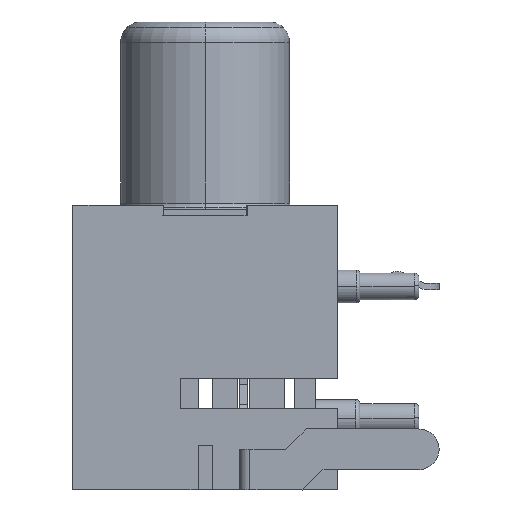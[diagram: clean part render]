
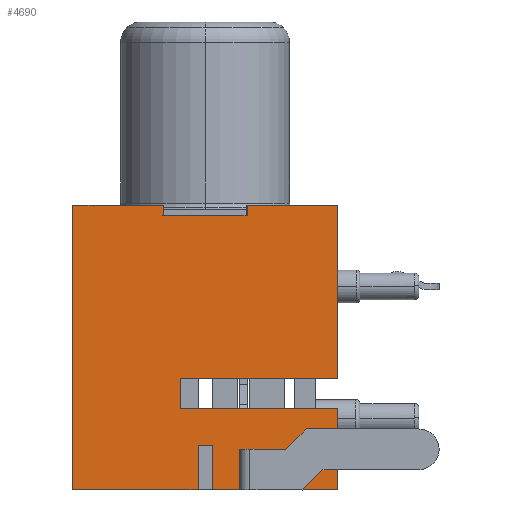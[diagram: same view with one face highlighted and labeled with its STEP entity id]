
A CAD part, left-side view. The second image highlights one B-rep face of the part: STEP entity #4690.
In plain terms, the highlighted planar face has unit normal (-1, 0, 0).
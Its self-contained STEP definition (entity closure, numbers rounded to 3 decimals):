
#26=DIRECTION('',(0.,1.,0.));
#27=VECTOR('',#26,4.4);
#28=CARTESIAN_POINT('',(-5.,-6.5,-23.));
#29=LINE('',#28,#27);
#98=DIRECTION('',(0.,1.,0.));
#99=VECTOR('',#98,1.35);
#100=CARTESIAN_POINT('',(-5.,-1.7,-23.));
#101=LINE('',#100,#99);
#115=DIRECTION('',(0.,0.,1.));
#116=VECTOR('',#115,2.);
#117=CARTESIAN_POINT('',(-5.,-2.1,-23.));
#118=LINE('',#117,#116);
#123=DIRECTION('',(0.,0.,-1.));
#124=VECTOR('',#123,2.2);
#125=CARTESIAN_POINT('',(-5.,-0.35,-20.8));
#126=LINE('',#125,#124);
#127=DIRECTION('',(0.,0.,1.));
#128=VECTOR('',#127,2.2);
#129=CARTESIAN_POINT('',(-5.,0.35,-23.));
#130=LINE('',#129,#128);
#131=DIRECTION('',(0.,0.,-1.));
#132=VECTOR('',#131,14.);
#133=CARTESIAN_POINT('',(-5.,6.5,-9.));
#134=LINE('',#133,#132);
#135=DIRECTION('',(0.,1.,0.));
#136=VECTOR('',#135,4.46);
#137=CARTESIAN_POINT('',(-5.,2.04,-9.));
#138=LINE('',#137,#136);
#139=DIRECTION('',(0.,0.,-1.));
#140=VECTOR('',#139,0.5);
#141=CARTESIAN_POINT('',(-5.,-2.058,-9.));
#142=LINE('',#141,#140);
#143=DIRECTION('',(0.,1.,0.));
#144=VECTOR('',#143,4.442);
#145=CARTESIAN_POINT('',(-5.,-6.5,-9.));
#146=LINE('',#145,#144);
#147=DIRECTION('',(0.,0.,1.));
#148=VECTOR('',#147,8.5);
#149=CARTESIAN_POINT('',(-5.,-6.5,-17.5));
#150=LINE('',#149,#148);
#151=DIRECTION('',(0.,-1.,0.));
#152=VECTOR('',#151,7.7);
#153=CARTESIAN_POINT('',(-5.,1.2,-17.5));
#154=LINE('',#153,#152);
#155=DIRECTION('',(0.,1.,0.));
#156=VECTOR('',#155,7.7);
#157=CARTESIAN_POINT('',(-5.,-6.5,-19.));
#158=LINE('',#157,#156);
#159=DIRECTION('',(0.,0.,1.));
#160=VECTOR('',#159,4.);
#161=CARTESIAN_POINT('',(-5.,-6.5,-23.));
#162=LINE('',#161,#160);
#163=DIRECTION('',(0.,0.,1.));
#164=VECTOR('',#163,2.);
#165=CARTESIAN_POINT('',(-5.,-1.7,-23.));
#166=LINE('',#165,#164);
#171=DIRECTION('',(0.,1.,0.));
#172=VECTOR('',#171,0.4);
#173=CARTESIAN_POINT('',(-5.,-2.1,-21.));
#174=LINE('',#173,#172);
#517=DIRECTION('',(0.,0.,-1.));
#518=VECTOR('',#517,1.5);
#519=CARTESIAN_POINT('',(-5.,1.2,-17.5));
#520=LINE('',#519,#518);
#954=DIRECTION('',(0.,-1.,0.));
#955=VECTOR('',#954,4.098);
#956=CARTESIAN_POINT('',(-5.,2.04,-9.5));
#957=LINE('',#956,#955);
#2634=DIRECTION('',(0.,1.,0.));
#2635=VECTOR('',#2634,6.15);
#2636=CARTESIAN_POINT('',(-5.,0.35,-23.));
#2637=LINE('',#2636,#2635);
#2679=DIRECTION('',(0.,0.,-1.));
#2680=VECTOR('',#2679,0.5);
#2681=CARTESIAN_POINT('',(-5.,2.04,-9.));
#2682=LINE('',#2681,#2680);
#3400=DIRECTION('',(0.,1.,0.));
#3401=VECTOR('',#3400,0.7);
#3402=CARTESIAN_POINT('',(-5.,-0.35,-20.8));
#3403=LINE('',#3402,#3401);
#3867=CARTESIAN_POINT('',(-5.,-6.5,-9.));
#3868=VERTEX_POINT('',#3867);
#3869=CARTESIAN_POINT('',(-5.,-6.5,-17.5));
#3870=VERTEX_POINT('',#3869);
#3981=CARTESIAN_POINT('',(-5.,-6.5,-23.));
#3982=CARTESIAN_POINT('',(-5.,-6.5,-19.));
#3983=VERTEX_POINT('',#3981);
#3984=VERTEX_POINT('',#3982);
#3991=CARTESIAN_POINT('',(-5.,-0.35,-23.));
#3992=VERTEX_POINT('',#3991);
#4029=CARTESIAN_POINT('',(-5.,0.35,-20.8));
#4030=VERTEX_POINT('',#4029);
#4031=CARTESIAN_POINT('',(-5.,-0.35,-20.8));
#4032=VERTEX_POINT('',#4031);
#4033=CARTESIAN_POINT('',(-5.,0.35,-23.));
#4034=CARTESIAN_POINT('',(-5.,6.5,-23.));
#4035=VERTEX_POINT('',#4033);
#4036=VERTEX_POINT('',#4034);
#4119=CARTESIAN_POINT('',(-5.,1.2,-19.));
#4120=VERTEX_POINT('',#4119);
#4121=CARTESIAN_POINT('',(-5.,1.2,-17.5));
#4122=VERTEX_POINT('',#4121);
#4133=CARTESIAN_POINT('',(-5.,-2.058,-9.));
#4134=VERTEX_POINT('',#4133);
#4265=CARTESIAN_POINT('',(-5.,6.5,-9.));
#4266=VERTEX_POINT('',#4265);
#4269=CARTESIAN_POINT('',(-5.,2.04,-9.));
#4270=VERTEX_POINT('',#4269);
#4275=CARTESIAN_POINT('',(-5.,2.04,-9.5));
#4276=VERTEX_POINT('',#4275);
#4277=CARTESIAN_POINT('',(-5.,-2.058,-9.5));
#4279=VERTEX_POINT('',#4277);
#4449=CARTESIAN_POINT('',(-5.,-1.7,-23.));
#4450=CARTESIAN_POINT('',(-5.,-1.7,-21.));
#4451=VERTEX_POINT('',#4449);
#4452=VERTEX_POINT('',#4450);
#4457=CARTESIAN_POINT('',(-5.,-2.1,-21.));
#4458=VERTEX_POINT('',#4457);
#4461=CARTESIAN_POINT('',(-5.,-2.1,-23.));
#4462=VERTEX_POINT('',#4461);
#4646=CARTESIAN_POINT('',(-5.,0.,-16.));
#4647=DIRECTION('',(1.,0.,0.));
#4648=DIRECTION('',(0.,-1.,0.));
#4649=AXIS2_PLACEMENT_3D('',#4646,#4647,#4648);
#4650=PLANE('',#4649);
#4652=ORIENTED_EDGE('',*,*,#4651,.F.);
#4653=ORIENTED_EDGE('',*,*,#4619,.T.);
#4655=ORIENTED_EDGE('',*,*,#4654,.F.);
#4657=ORIENTED_EDGE('',*,*,#4656,.T.);
#4659=ORIENTED_EDGE('',*,*,#4658,.F.);
#4661=ORIENTED_EDGE('',*,*,#4660,.T.);
#4663=ORIENTED_EDGE('',*,*,#4662,.F.);
#4665=ORIENTED_EDGE('',*,*,#4664,.F.);
#4667=ORIENTED_EDGE('',*,*,#4666,.T.);
#4669=ORIENTED_EDGE('',*,*,#4668,.T.);
#4671=ORIENTED_EDGE('',*,*,#4670,.F.);
#4673=ORIENTED_EDGE('',*,*,#4672,.F.);
#4675=ORIENTED_EDGE('',*,*,#4674,.F.);
#4677=ORIENTED_EDGE('',*,*,#4676,.F.);
#4679=ORIENTED_EDGE('',*,*,#4678,.T.);
#4681=ORIENTED_EDGE('',*,*,#4680,.F.);
#4683=ORIENTED_EDGE('',*,*,#4682,.F.);
#4684=ORIENTED_EDGE('',*,*,#4583,.T.);
#4685=ORIENTED_EDGE('',*,*,#4636,.T.);
#4687=ORIENTED_EDGE('',*,*,#4686,.T.);
#4688=EDGE_LOOP('',(#4652,#4653,#4655,#4657,#4659,#4661,#4663,#4665,#4667,#4669,
#4671,#4673,#4675,#4677,#4679,#4681,#4683,#4684,#4685,#4687));
#4689=FACE_OUTER_BOUND('',#4688,.F.);
#4583=EDGE_CURVE('',#3983,#4462,#29,.T.);
#4619=EDGE_CURVE('',#4451,#3992,#101,.T.);
#4636=EDGE_CURVE('',#4462,#4458,#118,.T.);
#4651=EDGE_CURVE('',#4451,#4452,#166,.T.);
#4654=EDGE_CURVE('',#4032,#3992,#126,.T.);
#4656=EDGE_CURVE('',#4032,#4030,#3403,.T.);
#4658=EDGE_CURVE('',#4035,#4030,#130,.T.);
#4660=EDGE_CURVE('',#4035,#4036,#2637,.T.);
#4662=EDGE_CURVE('',#4266,#4036,#134,.T.);
#4664=EDGE_CURVE('',#4270,#4266,#138,.T.);
#4666=EDGE_CURVE('',#4270,#4276,#2682,.T.);
#4668=EDGE_CURVE('',#4276,#4279,#957,.T.);
#4670=EDGE_CURVE('',#4134,#4279,#142,.T.);
#4672=EDGE_CURVE('',#3868,#4134,#146,.T.);
#4674=EDGE_CURVE('',#3870,#3868,#150,.T.);
#4676=EDGE_CURVE('',#4122,#3870,#154,.T.);
#4678=EDGE_CURVE('',#4122,#4120,#520,.T.);
#4680=EDGE_CURVE('',#3984,#4120,#158,.T.);
#4682=EDGE_CURVE('',#3983,#3984,#162,.T.);
#4686=EDGE_CURVE('',#4458,#4452,#174,.T.);
#4690=ADVANCED_FACE('',(#4689),#4650,.F.);
